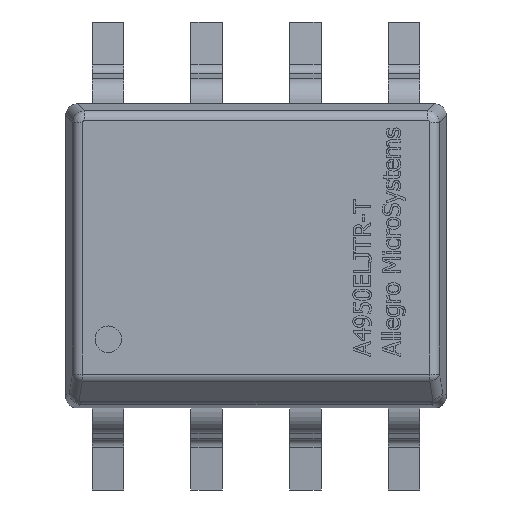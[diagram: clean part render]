
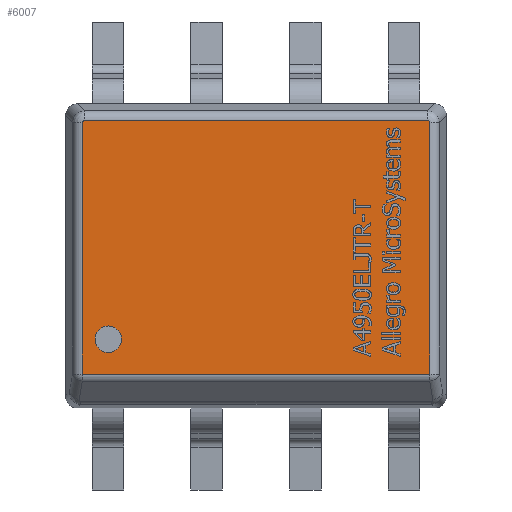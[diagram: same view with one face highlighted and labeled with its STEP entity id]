
A CAD part, top view. The second image highlights one B-rep face of the part: STEP entity #6007.
In plain terms, the highlighted planar face has unit normal (0, 0, 1).
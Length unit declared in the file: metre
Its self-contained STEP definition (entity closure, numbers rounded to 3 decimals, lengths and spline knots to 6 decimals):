
#3329 = EDGE_CURVE( '', #8161, #8231, #8665, .T. );
#4481 = EDGE_CURVE( '', #8161, #10388, #10389, .T. );
#5267 = EDGE_CURVE( '', #7822, #8231, #11411, .T. );
#6007 = ADVANCED_FACE( '', ( #12311 ), #12312, .T. );
#6021 = EDGE_CURVE( '', #7822, #7810, #12332, .T. );
#6071 = EDGE_CURVE( '', #11382, #10388, #12390, .T. );
#6663 = EDGE_CURVE( '', #11382, #7810, #13079, .T. );
#7810 = VERTEX_POINT( '', #14580 );
#7822 = VERTEX_POINT( '', #14601 );
#8161 = VERTEX_POINT( '', #15107 );
#8231 = VERTEX_POINT( '', #15213 );
#8665 = LINE( '', #15846, #15847 );
#10388 = VERTEX_POINT( '', #18651 );
#10389 = LINE( '', #18652, #18653 );
#11382 = VERTEX_POINT( '', #20285 );
#11411 = LINE( '', #20329, #20330 );
#12311 = FACE_OUTER_BOUND( '', #21823, .T. );
#12312 = PLANE( '', #21824 );
#12332 = ELLIPSE( '', #21849, 0.000026, 0.000025 );
#12390 = ELLIPSE( '', #21953, 0.000026, 0.000025 );
#13079 = LINE( '', #23252, #23253 );
#14580 = CARTESIAN_POINT( '', ( -0.00221, 0.00174, 0.001626 ) );
#14601 = CARTESIAN_POINT( '', ( -0.002235, 0.001714, 0.001626 ) );
#15107 = CARTESIAN_POINT( '', ( 0.002235, -0.001521, 0.001626 ) );
#15213 = CARTESIAN_POINT( '', ( -0.002235, -0.001521, 0.001626 ) );
#15846 = CARTESIAN_POINT( '', ( 0.002235, -0.001521, 0.001626 ) );
#15847 = VECTOR( '', #25631, 1. );
#18651 = CARTESIAN_POINT( '', ( 0.002235, 0.001714, 0.001626 ) );
#18652 = CARTESIAN_POINT( '', ( 0.002235, -0.001521, 0.001626 ) );
#18653 = VECTOR( '', #27617, 1. );
#20285 = CARTESIAN_POINT( '', ( 0.00221, 0.00174, 0.001626 ) );
#20329 = CARTESIAN_POINT( '', ( -0.002235, 0.001714, 0.001626 ) );
#20330 = VECTOR( '', #29172, 1. );
#21823 = EDGE_LOOP( '', ( #30632, #30633, #30634, #30635, #30636, #30637 ) );
#21824 = AXIS2_PLACEMENT_3D( '', #30638, #30639, #30640 );
#21849 = AXIS2_PLACEMENT_3D( '', #30701, #30702, #30703 );
#21953 = AXIS2_PLACEMENT_3D( '', #30770, #30771, #30772 );
#23252 = CARTESIAN_POINT( '', ( 0.00221, 0.00174, 0.001626 ) );
#23253 = VECTOR( '', #31900, 1. );
#25631 = DIRECTION( '', ( -1., 0., 0. ) );
#27617 = DIRECTION( '', ( 0., 1., 0. ) );
#29172 = DIRECTION( '', ( 0., -1., 0. ) );
#30632 = ORIENTED_EDGE( '', *, *, #6021, .F. );
#30633 = ORIENTED_EDGE( '', *, *, #5267, .T. );
#30634 = ORIENTED_EDGE( '', *, *, #3329, .F. );
#30635 = ORIENTED_EDGE( '', *, *, #4481, .T. );
#30636 = ORIENTED_EDGE( '', *, *, #6071, .F. );
#30637 = ORIENTED_EDGE( '', *, *, #6663, .T. );
#30638 = CARTESIAN_POINT( '', ( 0., 0., 0.001626 ) );
#30639 = DIRECTION( '', ( 0., 0., 1. ) );
#30640 = DIRECTION( '', ( 1., 0., 0. ) );
#30701 = CARTESIAN_POINT( '', ( -0.002209, 0.001714, 0.001626 ) );
#30702 = DIRECTION( '', ( 0., 0., -1. ) );
#30703 = DIRECTION( '', ( 0.707, -0.707, 0. ) );
#30770 = CARTESIAN_POINT( '', ( 0.002209, 0.001714, 0.001626 ) );
#30771 = DIRECTION( '', ( 0., 0., -1. ) );
#30772 = DIRECTION( '', ( -0.707, -0.707, 0. ) );
#31900 = DIRECTION( '', ( -1., 0., 0. ) );
